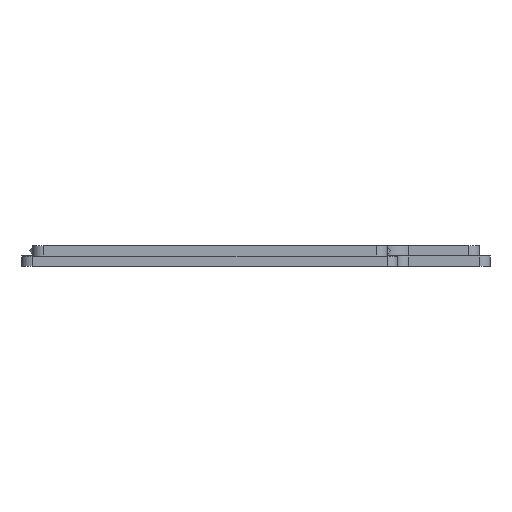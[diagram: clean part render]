
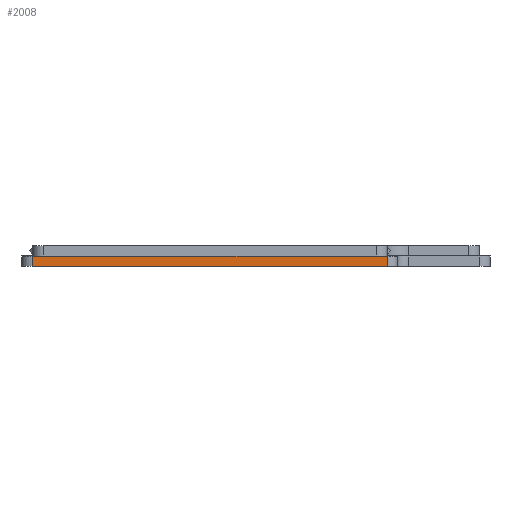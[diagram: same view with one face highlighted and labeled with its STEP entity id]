
A CAD part, front view. The second image highlights one B-rep face of the part: STEP entity #2008.
In plain terms, the highlighted planar face has unit normal (0, -1, 0).
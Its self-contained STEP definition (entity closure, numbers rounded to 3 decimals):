
#63=PLANE('',#2172);
#148=FACE_OUTER_BOUND('',#263,.T.);
#263=EDGE_LOOP('',(#1565,#1566,#1567,#1568));
#445=LINE('',#3159,#659);
#446=LINE('',#3162,#660);
#447=LINE('',#3164,#661);
#448=LINE('',#3165,#662);
#659=VECTOR('',#2553,10.);
#660=VECTOR('',#2556,10.);
#661=VECTOR('',#2557,10.);
#662=VECTOR('',#2558,10.);
#956=VERTEX_POINT('',#3153);
#958=VERTEX_POINT('',#3157);
#959=VERTEX_POINT('',#3161);
#960=VERTEX_POINT('',#3163);
#1195=EDGE_CURVE('',#958,#956,#445,.T.);
#1196=EDGE_CURVE('',#956,#959,#446,.T.);
#1197=EDGE_CURVE('',#958,#960,#447,.F.);
#1198=EDGE_CURVE('',#959,#960,#448,.T.);
#1565=ORIENTED_EDGE('',*,*,#1196,.F.);
#1566=ORIENTED_EDGE('',*,*,#1195,.F.);
#1567=ORIENTED_EDGE('',*,*,#1197,.T.);
#1568=ORIENTED_EDGE('',*,*,#1198,.F.);
#2008=ADVANCED_FACE('',(#148),#63,.T.);
#2172=AXIS2_PLACEMENT_3D('',#3160,#2554,#2555);
#2553=DIRECTION('',(0.,0.,-1.));
#2554=DIRECTION('center_axis',(0.,-1.,
0.));
#2555=DIRECTION('ref_axis',(-1.,0.,0.));
#2556=DIRECTION('',(-1.,0.,0.));
#2557=DIRECTION('',(1.,0.,0.));
#2558=DIRECTION('',(0.,0.,1.));
#3153=CARTESIAN_POINT('',(-55.493,-412.516,-25.121));
#3157=CARTESIAN_POINT('',(-55.493,-412.516,-22.121));
#3159=CARTESIAN_POINT('',(-55.493,-412.516,-22.121));
#3160=CARTESIAN_POINT('Origin',(-55.493,-412.516,-22.121));
#3161=CARTESIAN_POINT('',(-157.283,-412.516,-25.121));
#3162=CARTESIAN_POINT('',(-71.701,-412.516,-25.121));
#3163=CARTESIAN_POINT('',(-157.283,-412.516,-22.121));
#3164=CARTESIAN_POINT('',(-74.335,-412.516,-22.121));
#3165=CARTESIAN_POINT('',(-157.283,-412.516,-22.121));
